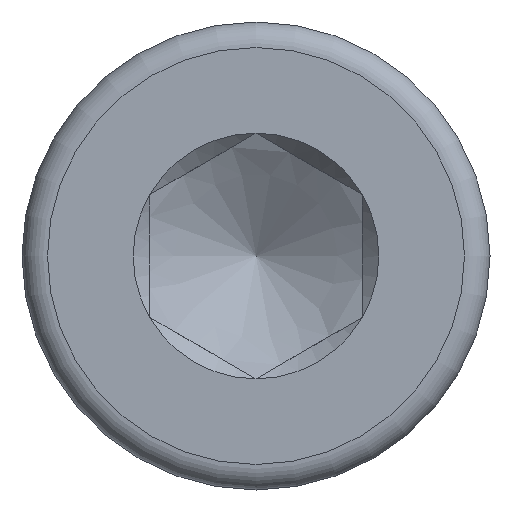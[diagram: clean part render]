
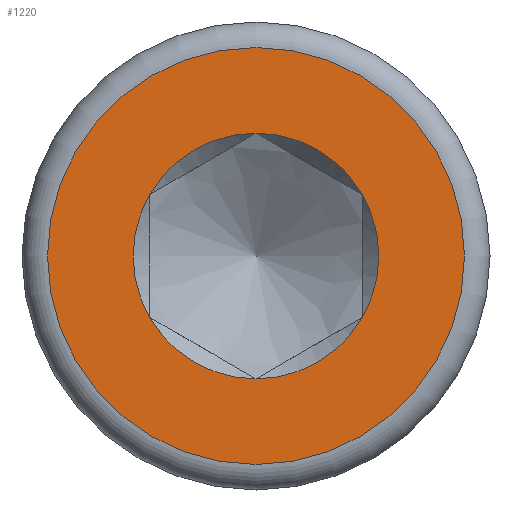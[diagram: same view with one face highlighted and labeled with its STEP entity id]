
A CAD part, left-side view. The second image highlights one B-rep face of the part: STEP entity #1220.
In plain terms, the highlighted planar face has unit normal (-1, 0, 0).
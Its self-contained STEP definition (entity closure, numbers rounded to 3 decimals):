
#26=FACE_BOUND('',#180,.T.);
#48=PLANE('',#1311);
#107=FACE_OUTER_BOUND('',#179,.T.);
#179=EDGE_LOOP('',(#1045));
#180=EDGE_LOOP('',(#1046,#1047,#1048,#1049,#1050,#1051));
#207=CIRCLE('',#1312,2.45);
#208=CIRCLE('',#1313,1.443);
#209=CIRCLE('',#1314,1.443);
#210=CIRCLE('',#1315,1.443);
#211=CIRCLE('',#1316,1.443);
#212=CIRCLE('',#1317,1.443);
#213=CIRCLE('',#1318,1.443);
#531=VERTEX_POINT('',#4821);
#532=VERTEX_POINT('',#4822);
#535=VERTEX_POINT('',#4834);
#536=VERTEX_POINT('',#4835);
#539=VERTEX_POINT('',#4847);
#540=VERTEX_POINT('',#4848);
#543=VERTEX_POINT('',#4860);
#714=EDGE_CURVE('',#543,#543,#207,.T.);
#715=EDGE_CURVE('',#535,#536,#208,.T.);
#716=EDGE_CURVE('',#536,#539,#209,.T.);
#717=EDGE_CURVE('',#539,#540,#210,.T.);
#718=EDGE_CURVE('',#540,#531,#211,.T.);
#719=EDGE_CURVE('',#531,#532,#212,.T.);
#720=EDGE_CURVE('',#532,#535,#213,.T.);
#1045=ORIENTED_EDGE('',*,*,#714,.F.);
#1046=ORIENTED_EDGE('',*,*,#715,.T.);
#1047=ORIENTED_EDGE('',*,*,#716,.T.);
#1048=ORIENTED_EDGE('',*,*,#717,.T.);
#1049=ORIENTED_EDGE('',*,*,#718,.T.);
#1050=ORIENTED_EDGE('',*,*,#719,.T.);
#1051=ORIENTED_EDGE('',*,*,#720,.T.);
#1220=ADVANCED_FACE('',(#107,#26),#48,.F.);
#1311=AXIS2_PLACEMENT_3D('',#4859,#1515,#1516);
#1312=AXIS2_PLACEMENT_3D('',#4861,#1517,#1518);
#1313=AXIS2_PLACEMENT_3D('',#4862,#1519,#1520);
#1314=AXIS2_PLACEMENT_3D('',#4863,#1521,#1522);
#1315=AXIS2_PLACEMENT_3D('',#4864,#1523,#1524);
#1316=AXIS2_PLACEMENT_3D('',#4865,#1525,#1526);
#1317=AXIS2_PLACEMENT_3D('',#4866,#1527,#1528);
#1318=AXIS2_PLACEMENT_3D('',#4867,#1529,#1530);
#1515=DIRECTION('center_axis',(1.,0.,0.));
#1516=DIRECTION('ref_axis',(0.,1.,0.));
#1517=DIRECTION('center_axis',(1.,0.,0.));
#1518=DIRECTION('ref_axis',(0.,1.,0.));
#1519=DIRECTION('center_axis',(1.,0.,0.));
#1520=DIRECTION('ref_axis',(0.,0.,-1.));
#1521=DIRECTION('center_axis',(1.,0.,0.));
#1522=DIRECTION('ref_axis',(0.,0.,-1.));
#1523=DIRECTION('center_axis',(1.,0.,0.));
#1524=DIRECTION('ref_axis',(0.,0.,-1.));
#1525=DIRECTION('center_axis',(1.,0.,0.));
#1526=DIRECTION('ref_axis',(0.,0.,-1.));
#1527=DIRECTION('center_axis',(1.,0.,0.));
#1528=DIRECTION('ref_axis',(0.,0.,-1.));
#1529=DIRECTION('center_axis',(1.,0.,0.));
#1530=DIRECTION('ref_axis',(0.,0.,-1.));
#4821=CARTESIAN_POINT('',(-3.,-1.25,0.722));
#4822=CARTESIAN_POINT('',(-3.,-1.25,-0.722));
#4834=CARTESIAN_POINT('',(-3.,0.,-1.443));
#4835=CARTESIAN_POINT('',(-3.,1.25,-0.722));
#4847=CARTESIAN_POINT('',(-3.,1.25,0.722));
#4848=CARTESIAN_POINT('',(-3.,0.,1.443));
#4859=CARTESIAN_POINT('Origin',(-3.,1.443,0.));
#4860=CARTESIAN_POINT('',(-3.,-2.45,0.));
#4861=CARTESIAN_POINT('Origin',(-3.,0.,0.));
#4862=CARTESIAN_POINT('Origin',(-3.,0.,0.));
#4863=CARTESIAN_POINT('Origin',(-3.,0.,0.));
#4864=CARTESIAN_POINT('Origin',(-3.,0.,0.));
#4865=CARTESIAN_POINT('Origin',(-3.,0.,0.));
#4866=CARTESIAN_POINT('Origin',(-3.,0.,0.));
#4867=CARTESIAN_POINT('Origin',(-3.,0.,0.));
